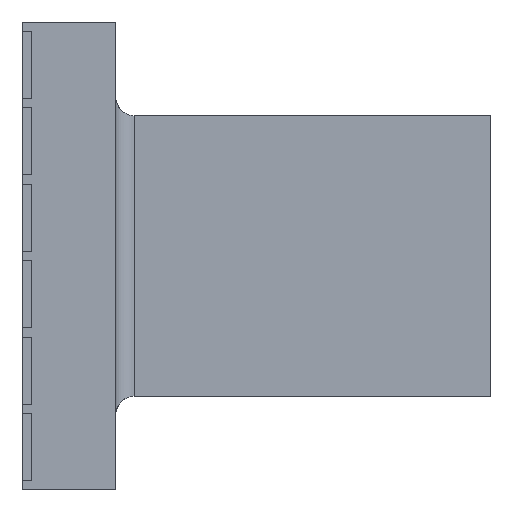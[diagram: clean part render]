
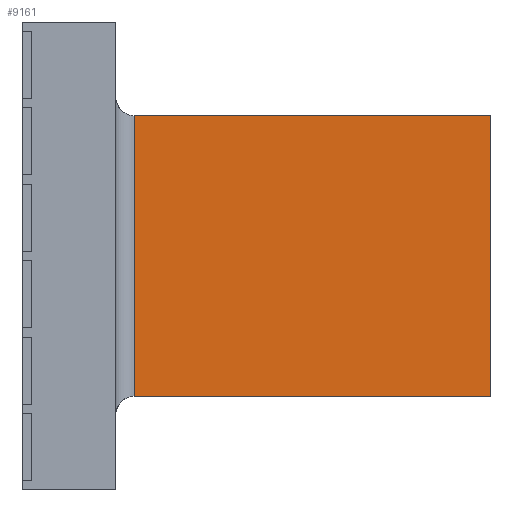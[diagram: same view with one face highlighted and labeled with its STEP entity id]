
A CAD part, left-side view. The second image highlights one B-rep face of the part: STEP entity #9161.
In plain terms, the highlighted planar face has unit normal (-1, 0, 0).
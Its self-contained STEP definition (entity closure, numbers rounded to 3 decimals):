
#1892 = VECTOR ( 'NONE', #11786, 1000. ) ;
#2015 = EDGE_CURVE ( 'NONE', #31004, #20142, #28880, .T. ) ;
#3283 = EDGE_CURVE ( 'NONE', #20142, #16268, #18242, .T. ) ;
#3610 = EDGE_CURVE ( 'NONE', #24508, #16268, #31312, .T. ) ;
#4964 = FACE_OUTER_BOUND ( 'NONE', #15115, .T. ) ;
#7177 = AXIS2_PLACEMENT_3D ( 'NONE', #13031, #10344, #17922 ) ;
#8343 = ORIENTED_EDGE ( 'NONE', *, *, #18893, .F. ) ;
#8670 = ORIENTED_EDGE ( 'NONE', *, *, #3283, .T. ) ;
#9161 = ADVANCED_FACE ( 'NONE', ( #4964 ), #15234, .F. ) ;
#9191 = CARTESIAN_POINT ( 'NONE',  ( -84.5, 0., 7.5 ) ) ;
#9220 = VECTOR ( 'NONE', #15901, 1000. ) ;
#10344 = DIRECTION ( 'NONE',  ( 1., 0., 0. ) ) ;
#11786 = DIRECTION ( 'NONE',  ( 0., -1., 0. ) ) ;
#13031 = CARTESIAN_POINT ( 'NONE',  ( -84.5, 20., 12.5 ) ) ;
#13813 = ORIENTED_EDGE ( 'NONE', *, *, #2015, .T. ) ;
#13826 = LINE ( 'NONE', #19357, #1892 ) ;
#14223 = DIRECTION ( 'NONE',  ( 0., 0., -1. ) ) ;
#15115 = EDGE_LOOP ( 'NONE', ( #8343, #13813, #8670, #22735 ) ) ;
#15234 = PLANE ( 'NONE',  #7177 ) ;
#15901 = DIRECTION ( 'NONE',  ( 0., -1., 0. ) ) ;
#16268 = VERTEX_POINT ( 'NONE', #30926 ) ;
#16421 = CARTESIAN_POINT ( 'NONE',  ( -84.5, 19., -7.5 ) ) ;
#17922 = DIRECTION ( 'NONE',  ( 0., 1., 0. ) ) ;
#18242 = LINE ( 'NONE', #28668, #9220 ) ;
#18893 = EDGE_CURVE ( 'NONE', #31004, #24508, #13826, .T. ) ;
#19357 = CARTESIAN_POINT ( 'NONE',  ( -84.5, 189.074, 7.5 ) ) ;
#20142 = VERTEX_POINT ( 'NONE', #22395 ) ;
#22395 = CARTESIAN_POINT ( 'NONE',  ( -84.5, 19., -7.5 ) ) ;
#22735 = ORIENTED_EDGE ( 'NONE', *, *, #3610, .F. ) ;
#23407 = CARTESIAN_POINT ( 'NONE',  ( -84.5, 0., 12.5 ) ) ;
#24508 = VERTEX_POINT ( 'NONE', #9191 ) ;
#26258 = DIRECTION ( 'NONE',  ( 0., 0., -1. ) ) ;
#26392 = VECTOR ( 'NONE', #26258, 1000. ) ;
#27530 = VECTOR ( 'NONE', #14223, 1000. ) ;
#28668 = CARTESIAN_POINT ( 'NONE',  ( -84.5, 189.074, -7.5 ) ) ;
#28880 = LINE ( 'NONE', #16421, #27530 ) ;
#30926 = CARTESIAN_POINT ( 'NONE',  ( -84.5, 0., -7.5 ) ) ;
#31004 = VERTEX_POINT ( 'NONE', #31308 ) ;
#31308 = CARTESIAN_POINT ( 'NONE',  ( -84.5, 19., 7.5 ) ) ;
#31312 = LINE ( 'NONE', #23407, #26392 ) ;
